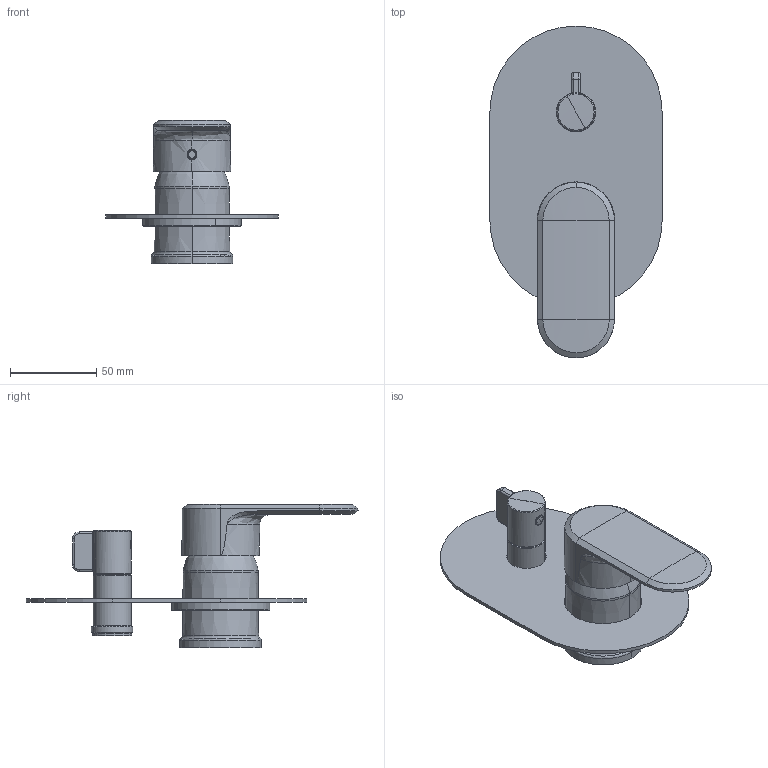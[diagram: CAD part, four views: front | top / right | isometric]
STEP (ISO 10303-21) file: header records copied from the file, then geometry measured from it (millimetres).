
FILE_DESCRIPTION(('CATIA V5 STEP Exchange','CAx-IF Rec.Pracs.--- Model Styling and Organization---1.5--- 2016-08-15','CAx-IF Rec.Pracs.---Supplemental Geometry---1.0---2011-11-01','CAx-IF Rec.Pracs.--- Composite Materials ---3.4---2017-06-13','CAx-IF Rec.Pracs.---Tessellated 3D Geometry---1.0---2015-12-17'),'2;1');
FILE_NAME('LV002300.stp','2023-04-13T12:19:06+00:00',('none'),('none'),'CATIA Version 5-6 Release 2020 SP2','CATIA V5 STEP AP242 v2','none');
FILE_SCHEMA(('AP242_MANAGED_MODEL_BASED_3D_ENGINEERING_MIM_LF {1 0 10303 442 1 1 4}'));
Length unit declared in the file: millimetre
Products named in the file (9): Product1; P50716; P33673; P33674; P50533; P32221; PR96440; P44630; P44110
Assembly tree (8 placements, depth 3):
  Product1
    P50716
    P33673
    P33674
    P50533
    P32221
    PR96440
      P44630
      P44110
Bounding box: 100 x 192.77 x 83.5 mm (x, y, z)
Volume: 76290.2 mm3; surface area: 75388.2 mm2
Topology: 7 solids, 7 shells, 700 faces, 1929 edges, 1248 vertices
Faces by surface type: plane 188, cylinder 117, cone 111, torus 100, extrusion 98, bspline 66, sphere 14, revolution 6
Entity records: 27517 total; most frequent: CARTESIAN_POINT 11123, ORIENTED_EDGE 3838, DIRECTION 2093, EDGE_CURVE 1919, VERTEX_POINT 1248, AXIS2_PLACEMENT_3D 997, B_SPLINE_CURVE_WITH_KNOTS 784, EDGE_LOOP 731
